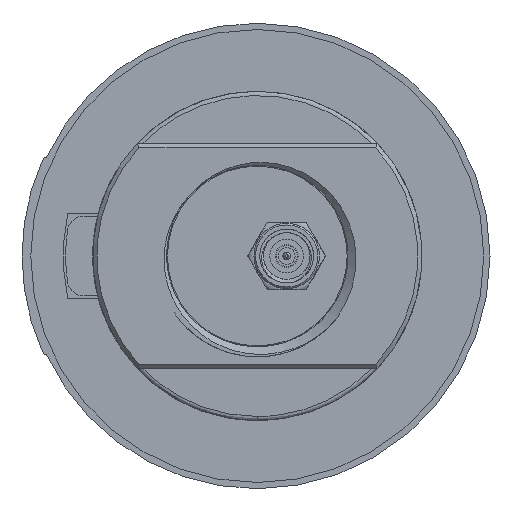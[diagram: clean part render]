
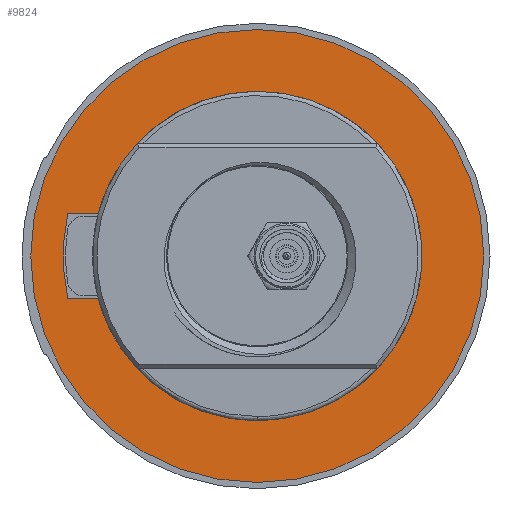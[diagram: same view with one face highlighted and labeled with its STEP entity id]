
A CAD part, front view. The second image highlights one B-rep face of the part: STEP entity #9824.
In plain terms, the highlighted planar face has unit normal (0, -1, 0).
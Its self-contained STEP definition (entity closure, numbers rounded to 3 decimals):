
#41 = FACE_BOUND ( 'NONE', #8675, .T. ) ;
#68 = ORIENTED_EDGE ( 'NONE', *, *, #302, .T. ) ;
#166 = CARTESIAN_POINT ( 'NONE',  ( -16.233, -6., -5.05 ) ) ;
#302 = EDGE_CURVE ( 'NONE', #6225, #7798, #1579, .T. ) ;
#649 = PLANE ( 'NONE',  #9104 ) ;
#672 = DIRECTION ( 'NONE',  ( 0., 0., 1. ) ) ;
#681 = AXIS2_PLACEMENT_3D ( 'NONE', #3595, #7308, #11858 ) ;
#782 = LINE ( 'NONE', #2581, #7124 ) ;
#1132 = DIRECTION ( 'NONE',  ( -1., 0., 0. ) ) ;
#1335 = DIRECTION ( 'NONE',  ( 0., 1., 0. ) ) ;
#1456 = AXIS2_PLACEMENT_3D ( 'NONE', #6232, #7089, #9901 ) ;
#1579 = CIRCLE ( 'NONE', #1456, 26.96 ) ;
#1687 = CIRCLE ( 'NONE', #6433, 26.96 ) ;
#1700 = DIRECTION ( 'NONE',  ( 0., -1., 0. ) ) ;
#2078 = LINE ( 'NONE', #2840, #7555 ) ;
#2537 = EDGE_CURVE ( 'NONE', #7962, #3370, #3515, .T. ) ;
#2576 = DIRECTION ( 'NONE',  ( 0., 0., 1. ) ) ;
#2581 = CARTESIAN_POINT ( 'NONE',  ( -21.665, -6., 5.05 ) ) ;
#2590 = VERTEX_POINT ( 'NONE', #10257 ) ;
#2840 = CARTESIAN_POINT ( 'NONE',  ( -21.665, -6., -5.05 ) ) ;
#2970 = FACE_OUTER_BOUND ( 'NONE', #5851, .T. ) ;
#3370 = VERTEX_POINT ( 'NONE', #166 ) ;
#3515 = CIRCLE ( 'NONE', #4482, 17. ) ;
#3595 = CARTESIAN_POINT ( 'NONE',  ( 0., -6., 0. ) ) ;
#4135 = ORIENTED_EDGE ( 'NONE', *, *, #2537, .T. ) ;
#4362 = DIRECTION ( 'NONE',  ( 0., -1., 0. ) ) ;
#4482 = AXIS2_PLACEMENT_3D ( 'NONE', #5050, #1335, #10645 ) ;
#5050 = CARTESIAN_POINT ( 'NONE',  ( 0., -6., 0. ) ) ;
#5638 = EDGE_CURVE ( 'NONE', #7798, #6225, #1687, .T. ) ;
#5851 = EDGE_LOOP ( 'NONE', ( #7003, #68 ) ) ;
#6164 = DIRECTION ( 'NONE',  ( 1., 0., 0. ) ) ;
#6225 = VERTEX_POINT ( 'NONE', #10117 ) ;
#6232 = CARTESIAN_POINT ( 'NONE',  ( 0., -6., 0. ) ) ;
#6294 = ORIENTED_EDGE ( 'NONE', *, *, #11301, .T. ) ;
#6433 = AXIS2_PLACEMENT_3D ( 'NONE', #8927, #1700, #672 ) ;
#6592 = VERTEX_POINT ( 'NONE', #10578 ) ;
#7003 = ORIENTED_EDGE ( 'NONE', *, *, #5638, .T. ) ;
#7089 = DIRECTION ( 'NONE',  ( 0., -1., 0. ) ) ;
#7124 = VECTOR ( 'NONE', #6164, 1000. ) ;
#7308 = DIRECTION ( 'NONE',  ( 0., 1., 0. ) ) ;
#7555 = VECTOR ( 'NONE', #1132, 1000. ) ;
#7675 = CARTESIAN_POINT ( 'NONE',  ( -16.233, -6., 5.05 ) ) ;
#7798 = VERTEX_POINT ( 'NONE', #10401 ) ;
#7962 = VERTEX_POINT ( 'NONE', #7675 ) ;
#8160 = EDGE_CURVE ( 'NONE', #2590, #7962, #782, .T. ) ;
#8675 = EDGE_LOOP ( 'NONE', ( #9895, #11746, #4135, #6294 ) ) ;
#8927 = CARTESIAN_POINT ( 'NONE',  ( 0., -6., 0. ) ) ;
#8948 = CARTESIAN_POINT ( 'NONE',  ( -21.665, -6., 10.218 ) ) ;
#9104 = AXIS2_PLACEMENT_3D ( 'NONE', #8948, #4362, #2576 ) ;
#9349 = EDGE_CURVE ( 'NONE', #6592, #2590, #10627, .T. ) ;
#9824 = ADVANCED_FACE ( 'NONE', ( #2970, #41 ), #649, .T. ) ;
#9895 = ORIENTED_EDGE ( 'NONE', *, *, #9349, .T. ) ;
#9901 = DIRECTION ( 'NONE',  ( 0., 0., 1. ) ) ;
#10117 = CARTESIAN_POINT ( 'NONE',  ( 0., -6., -26.96 ) ) ;
#10257 = CARTESIAN_POINT ( 'NONE',  ( -22.541, -6., 5.05 ) ) ;
#10401 = CARTESIAN_POINT ( 'NONE',  ( 0., -6., 26.96 ) ) ;
#10578 = CARTESIAN_POINT ( 'NONE',  ( -22.541, -6., -5.05 ) ) ;
#10627 = CIRCLE ( 'NONE', #681, 23.1 ) ;
#10645 = DIRECTION ( 'NONE',  ( 0., 0., 1. ) ) ;
#11301 = EDGE_CURVE ( 'NONE', #3370, #6592, #2078, .T. ) ;
#11746 = ORIENTED_EDGE ( 'NONE', *, *, #8160, .T. ) ;
#11858 = DIRECTION ( 'NONE',  ( 0., 0., -1. ) ) ;
